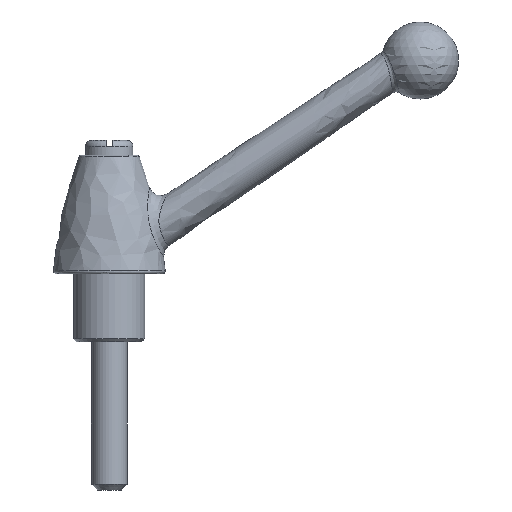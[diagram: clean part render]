
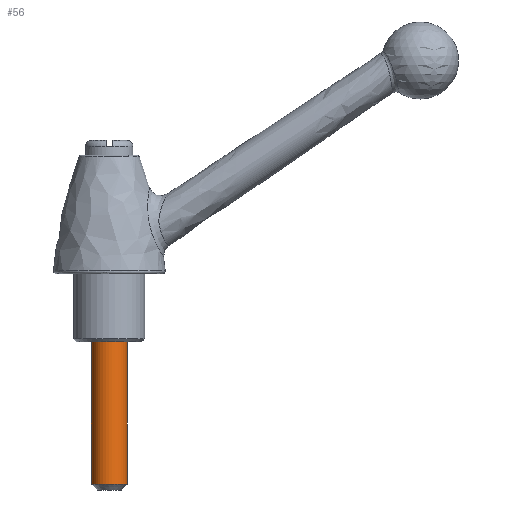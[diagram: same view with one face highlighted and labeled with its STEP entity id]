
A CAD part, front view. The second image highlights one B-rep face of the part: STEP entity #56.
In plain terms, the highlighted cylindrical face has radius 3 mm (diameter 6 mm), a full revolution.
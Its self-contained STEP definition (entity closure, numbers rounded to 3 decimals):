
#56 = ADVANCED_FACE( '', ( #130, #131 ), #132, .T. );
#130 = FACE_OUTER_BOUND( '', #959, .T. );
#131 = FACE_OUTER_BOUND( '', #960, .T. );
#132 = CYLINDRICAL_SURFACE( '', #961, 3. );
#959 = EDGE_LOOP( '', ( #4575 ) );
#960 = EDGE_LOOP( '', ( #4576 ) );
#961 = AXIS2_PLACEMENT_3D( '', #4577, #4578, #4579 );
#4575 = ORIENTED_EDGE( '', *, *, #4719, .T. );
#4576 = ORIENTED_EDGE( '', *, *, #4720, .T. );
#4577 = CARTESIAN_POINT( '', ( 0., 0., -36.5 ) );
#4578 = DIRECTION( '', ( 0., 0., -1. ) );
#4579 = DIRECTION( '', ( 0., -1., 0. ) );
#4719 = EDGE_CURVE( '', #4786, #4786, #4787, .F. );
#4720 = EDGE_CURVE( '', #4788, #4788, #4789, .F. );
#4786 = VERTEX_POINT( '', #5332 );
#4787 = CIRCLE( '', #5333, 3. );
#4788 = VERTEX_POINT( '', #5334 );
#4789 = CIRCLE( '', #5335, 3. );
#5332 = CARTESIAN_POINT( '', ( 0., 3., -35.5 ) );
#5333 = AXIS2_PLACEMENT_3D( '', #6961, #6962, #6963 );
#5334 = CARTESIAN_POINT( '', ( 0., -3., -11.5 ) );
#5335 = AXIS2_PLACEMENT_3D( '', #6964, #6965, #6966 );
#6961 = CARTESIAN_POINT( '', ( 0., 0., -35.5 ) );
#6962 = DIRECTION( '', ( 0., 0., -1. ) );
#6963 = DIRECTION( '', ( 0., 1., 0. ) );
#6964 = CARTESIAN_POINT( '', ( 0., 0., -11.5 ) );
#6965 = DIRECTION( '', ( 0., 0., 1. ) );
#6966 = DIRECTION( '', ( 0., -1., 0. ) );
